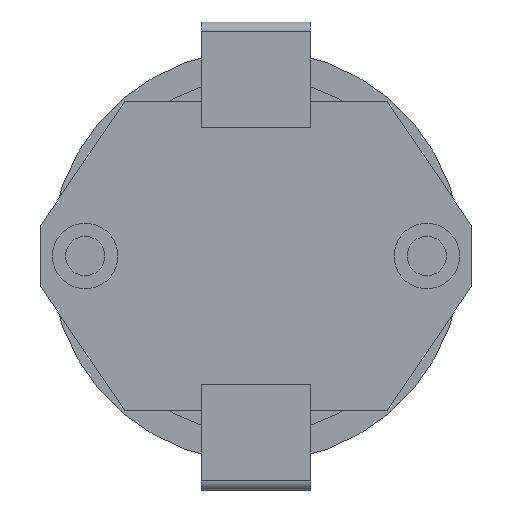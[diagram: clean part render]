
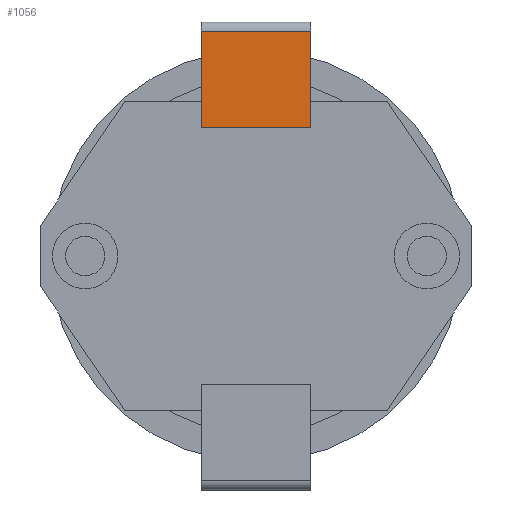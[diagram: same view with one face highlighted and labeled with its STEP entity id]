
A CAD part, front view. The second image highlights one B-rep face of the part: STEP entity #1056.
In plain terms, the highlighted planar face has unit normal (0, -1, 0).
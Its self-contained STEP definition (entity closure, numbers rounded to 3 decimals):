
#258 = CARTESIAN_POINT ( 'NONE',  ( -5.85, -24.6, 0. ) ) ;
#860 = AXIS2_PLACEMENT_3D ( 'NONE', #1453, #1376, #6940 ) ;
#924 = CARTESIAN_POINT ( 'NONE',  ( -5.85, -24.6, 13.7 ) ) ;
#1056 = ADVANCED_FACE ( 'NONE', ( #6009 ), #4082, .T. ) ;
#1218 = ORIENTED_EDGE ( 'NONE', *, *, #2619, .T. ) ;
#1376 = DIRECTION ( 'NONE',  ( 0., -1., 0. ) ) ;
#1453 = CARTESIAN_POINT ( 'NONE',  ( 5.85, -24.6, 0. ) ) ;
#1532 = CARTESIAN_POINT ( 'NONE',  ( 5.85, -24.6, 13.7 ) ) ;
#1581 = DIRECTION ( 'NONE',  ( -1., 0., 0. ) ) ;
#1645 = ORIENTED_EDGE ( 'NONE', *, *, #5039, .T. ) ;
#1750 = VECTOR ( 'NONE', #6379, 1000. ) ;
#1882 = DIRECTION ( 'NONE',  ( 0., 0., 1. ) ) ;
#2085 = CARTESIAN_POINT ( 'NONE',  ( 5.85, -24.6, 13.7 ) ) ;
#2109 = EDGE_LOOP ( 'NONE', ( #1218, #1645, #6513, #3104 ) ) ;
#2164 = CARTESIAN_POINT ( 'NONE',  ( 5.85, -24.6, 24. ) ) ;
#2619 = EDGE_CURVE ( 'NONE', #2999, #3786, #3932, .T. ) ;
#2899 = VERTEX_POINT ( 'NONE', #924 ) ;
#2999 = VERTEX_POINT ( 'NONE', #1532 ) ;
#3032 = EDGE_CURVE ( 'NONE', #2999, #2899, #3487, .T. ) ;
#3104 = ORIENTED_EDGE ( 'NONE', *, *, #3032, .F. ) ;
#3365 = DIRECTION ( 'NONE',  ( 0., 0., 1. ) ) ;
#3487 = LINE ( 'NONE', #2085, #3756 ) ;
#3590 = CARTESIAN_POINT ( 'NONE',  ( -5.85, -24.6, 24. ) ) ;
#3756 = VECTOR ( 'NONE', #1581, 1000. ) ;
#3768 = VECTOR ( 'NONE', #3365, 1000. ) ;
#3786 = VERTEX_POINT ( 'NONE', #2164 ) ;
#3932 = LINE ( 'NONE', #5035, #3768 ) ;
#4082 = PLANE ( 'NONE',  #860 ) ;
#4259 = CARTESIAN_POINT ( 'NONE',  ( -5.85, -24.6, 24. ) ) ;
#4673 = EDGE_CURVE ( 'NONE', #2899, #5075, #5644, .T. ) ;
#5035 = CARTESIAN_POINT ( 'NONE',  ( 5.85, -24.6, 0. ) ) ;
#5039 = EDGE_CURVE ( 'NONE', #3786, #5075, #5896, .T. ) ;
#5075 = VERTEX_POINT ( 'NONE', #3590 ) ;
#5644 = LINE ( 'NONE', #258, #5909 ) ;
#5896 = LINE ( 'NONE', #4259, #1750 ) ;
#5909 = VECTOR ( 'NONE', #1882, 1000. ) ;
#6009 = FACE_OUTER_BOUND ( 'NONE', #2109, .T. ) ;
#6379 = DIRECTION ( 'NONE',  ( -1., 0., 0. ) ) ;
#6513 = ORIENTED_EDGE ( 'NONE', *, *, #4673, .F. ) ;
#6940 = DIRECTION ( 'NONE',  ( 0., 0., -1. ) ) ;
